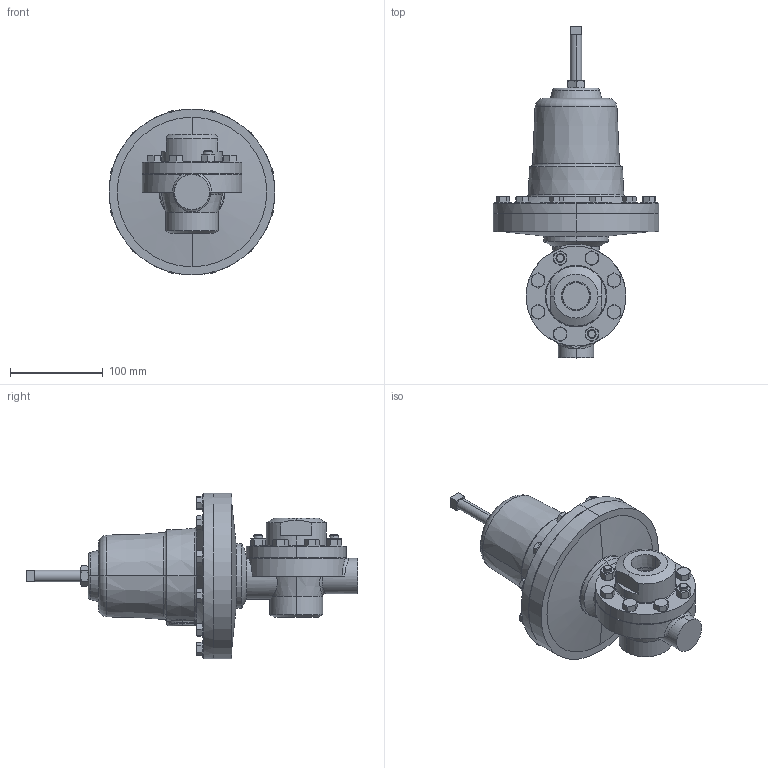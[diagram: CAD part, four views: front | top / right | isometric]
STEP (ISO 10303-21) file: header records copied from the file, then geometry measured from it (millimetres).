
FILE_DESCRIPTION (( 'STEP AP203' ), '1' );
FILE_NAME ('60-100-CS-PT.STEP', '2017-07-20T11:49:33', ( '' ), ( '' ), 'SwSTEP 2.0', 'SolidWorks 2014', '' );
FILE_SCHEMA (( 'CONFIG_CONTROL_DESIGN' ));
Length unit declared in the file: inch
Products named in the file (2): 60-100-CS-PT
Bounding box: 179.32 x 358.9 x 179.32 mm (x, y, z)
Volume: 2276026.8 mm3; surface area: 181759.6 mm2
Topology: 1 solids, 1 shells, 525 faces, 1230 edges, 746 vertices
Faces by surface type: plane 206, cone 175, cylinder 107, torus 21, bspline 13, sphere 3
Entity records: 17442 total; most frequent: CARTESIAN_POINT 5556, ORIENTED_EDGE 2460, DIRECTION 2415, EDGE_CURVE 1230, AXIS2_PLACEMENT_3D 1012, VERTEX_POINT 746, EDGE_LOOP 604, ADVANCED_FACE 525
